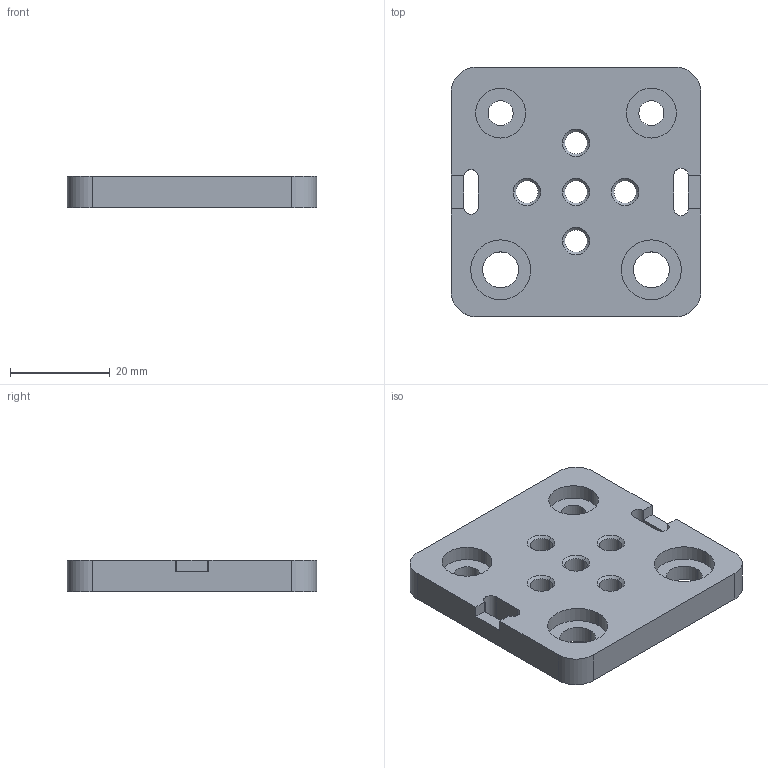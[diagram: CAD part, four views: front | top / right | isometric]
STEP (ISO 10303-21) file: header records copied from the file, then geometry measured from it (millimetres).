
FILE_DESCRIPTION (( 'STEP AP214' ), '1' );
FILE_NAME ('A242 Ìèíè ïëàñòèíà 50õ50 ðîëèêîâ.STEP', '2019-09-02T09:06:40', ( 'Windows User' ), ( '' ), 'SwSTEP 2.0', 'SolidWorks 2018', '' );
FILE_SCHEMA (( 'AUTOMOTIVE_DESIGN' ));
Length unit declared in the file: millimetre
Products named in the file (1): A242 Ìèíè ïëàñòèíà 50õ50 ðîëèêîâ
Bounding box: 50 x 50 x 6.3 mm (x, y, z)
Volume: 13153.2 mm3; surface area: 6976.7 mm2
Topology: 1 solids, 1 shells, 78 faces, 198 edges, 124 vertices
Faces by surface type: cylinder 34, plane 24, cone 20
Entity records: 2546 total; most frequent: DIRECTION 444, CARTESIAN_POINT 401, ORIENTED_EDGE 396, EDGE_CURVE 198, AXIS2_PLACEMENT_3D 167, VERTEX_POINT 124, VECTOR 110, LINE 110
